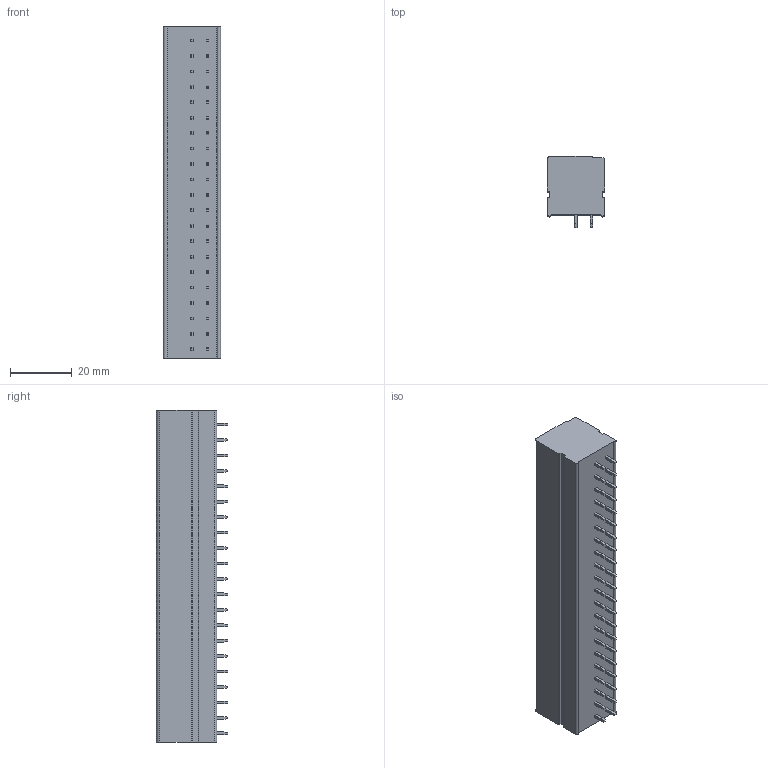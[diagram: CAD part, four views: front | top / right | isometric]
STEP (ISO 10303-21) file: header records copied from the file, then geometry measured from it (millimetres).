
FILE_DESCRIPTION((''),'2;1');
FILE_NAME('PRT0001','2024-12-31T',('sj'),(''),'PRO/ENGINEER BY PARAMETRIC TECHNOLOGY CORPORATION, 2013240','PRO/ENGINEER BY PARAMETRIC TECHNOLOGY CORPORATION, 2013240','');
FILE_SCHEMA(('AUTOMOTIVE_DESIGN_CC2 { 1 2 10303 214 -1 1 5 2 }'));
Length unit declared in the file: millimetre
Products named in the file (1): PRT0001
Bounding box: 18.5 x 23 x 107.5 mm (x, y, z)
Volume: 34590 mm3; surface area: 12328.8 mm2
Topology: 1 solids, 1 shells, 760 faces, 1917 edges, 1264 vertices
Faces by surface type: plane 709, cylinder 51
Entity records: 22451 total; most frequent: CARTESIAN_POINT 3941, ORIENTED_EDGE 3834, DIRECTION 3623, EDGE_CURVE 1917, VECTOR 1731, LINE 1731, VERTEX_POINT 1264, AXIS2_PLACEMENT_3D 946
